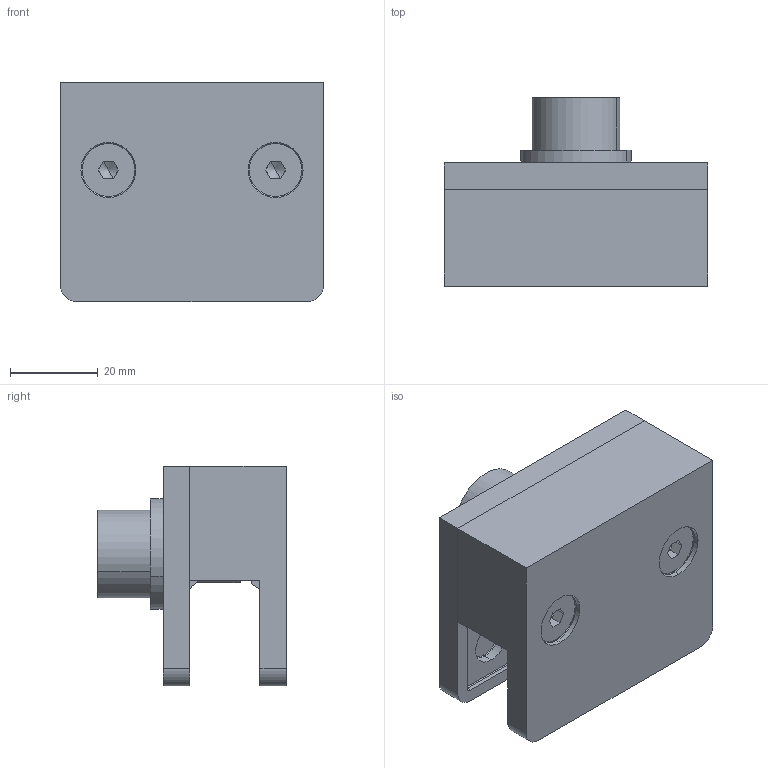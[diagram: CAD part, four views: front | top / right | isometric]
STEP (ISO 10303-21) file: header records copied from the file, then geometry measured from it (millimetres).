
FILE_DESCRIPTION (( 'STEP AP214' ), '1' );
FILE_NAME ('A14_2110-700.STEP', '2021-08-25T08:02:07', ( '' ), ( '' ), 'SwSTEP 2.0', 'SolidWorks 2019', '' );
FILE_SCHEMA (( 'AUTOMOTIVE_DESIGN' ));
Length unit declared in the file: millimetre
Products named in the file (5): A14_2110-700; A14-2110-700 P3; A14-2110-700 P2; A14-2110-700 P1; screw_din_7991-m6x14-a2-70
Assembly tree (5 placements, depth 2):
  A14_2110-700
    A14-2110-700 P1
    A14-2110-700 P2
    screw_din_7991-m6x14-a2-70  x2
    A14-2110-700 P3
Bounding box: 60 x 42.9 x 50 mm (x, y, z)
Volume: 39381.1 mm3; surface area: 25893.8 mm2
Topology: 5 solids, 5 shells, 460 faces, 1109 edges, 660 vertices
Faces by surface type: cylinder 193, plane 157, torus 52, cone 38, bspline 16, sphere 4
Entity records: 13101 total; most frequent: CARTESIAN_POINT 2779, DIRECTION 2207, ORIENTED_EDGE 2074, EDGE_CURVE 1037, AXIS2_PLACEMENT_3D 829, VERTEX_POINT 629, LINE 549, VECTOR 549
